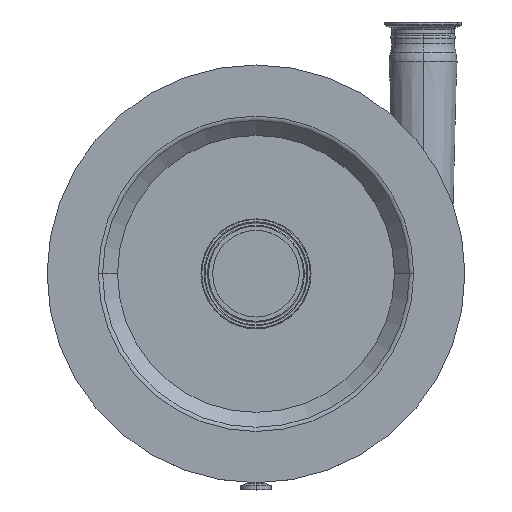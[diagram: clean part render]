
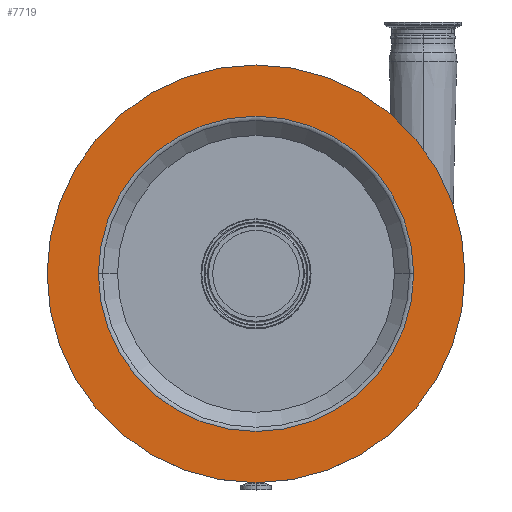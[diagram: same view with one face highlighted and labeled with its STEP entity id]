
A CAD part, top view. The second image highlights one B-rep face of the part: STEP entity #7719.
In plain terms, the highlighted planar face has unit normal (0, 0, 1).
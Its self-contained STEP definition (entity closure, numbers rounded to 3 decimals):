
#6 = ORIENTED_EDGE ( 'NONE', *, *, #14154, .T. ) ;
#155 = CIRCLE ( 'NONE', #10388, 132.071 ) ;
#518 = DIRECTION ( 'NONE',  ( -1., 0., 0. ) ) ;
#1127 = CARTESIAN_POINT ( 'NONE',  ( 0., 175., 67. ) ) ;
#2158 = AXIS2_PLACEMENT_3D ( 'NONE', #3380, #5254, #11343 ) ;
#2427 = DIRECTION ( 'NONE',  ( -1., 0., 0. ) ) ;
#2886 = PLANE ( 'NONE',  #7546 ) ;
#3380 = CARTESIAN_POINT ( 'NONE',  ( 0., 0., 67. ) ) ;
#3730 = DIRECTION ( 'NONE',  ( 0., 0., -1. ) ) ;
#4027 = CARTESIAN_POINT ( 'NONE',  ( 0., 0., 67. ) ) ;
#5171 = AXIS2_PLACEMENT_3D ( 'NONE', #16603, #9999, #2427 ) ;
#5254 = DIRECTION ( 'NONE',  ( 0., 0., -1. ) ) ;
#5384 = DIRECTION ( 'NONE',  ( 0., 0., -1. ) ) ;
#5525 = ORIENTED_EDGE ( 'NONE', *, *, #16580, .F. ) ;
#5902 = VERTEX_POINT ( 'NONE', #10908 ) ;
#5994 = FACE_OUTER_BOUND ( 'NONE', #20086, .T. ) ;
#7546 = AXIS2_PLACEMENT_3D ( 'NONE', #1127, #20056, #20369 ) ;
#7613 = VERTEX_POINT ( 'NONE', #15611 ) ;
#7719 = ADVANCED_FACE ( 'NONE', ( #7883, #5994 ), #2886, .F. ) ;
#7883 = FACE_BOUND ( 'NONE', #10740, .T. ) ;
#7992 = EDGE_CURVE ( 'NONE', #14323, #7613, #19355, .T. ) ;
#8747 = ORIENTED_EDGE ( 'NONE', *, *, #14174, .T. ) ;
#9644 = VERTEX_POINT ( 'NONE', #14466 ) ;
#9999 = DIRECTION ( 'NONE',  ( 0., 0., -1. ) ) ;
#10388 = AXIS2_PLACEMENT_3D ( 'NONE', #4027, #5384, #17991 ) ;
#10740 = EDGE_LOOP ( 'NONE', ( #6, #8747 ) ) ;
#10908 = CARTESIAN_POINT ( 'NONE',  ( -132.071, 0., 67. ) ) ;
#11343 = DIRECTION ( 'NONE',  ( -1., 0., 0. ) ) ;
#12722 = CIRCLE ( 'NONE', #2158, 175. ) ;
#13512 = CARTESIAN_POINT ( 'NONE',  ( -175., 0., 67. ) ) ;
#14154 = EDGE_CURVE ( 'NONE', #5902, #9644, #155, .T. ) ;
#14174 = EDGE_CURVE ( 'NONE', #9644, #5902, #20286, .T. ) ;
#14323 = VERTEX_POINT ( 'NONE', #13512 ) ;
#14466 = CARTESIAN_POINT ( 'NONE',  ( 132.071, 0., 67. ) ) ;
#15611 = CARTESIAN_POINT ( 'NONE',  ( 175., 0., 67. ) ) ;
#15668 = AXIS2_PLACEMENT_3D ( 'NONE', #18090, #3730, #518 ) ;
#16580 = EDGE_CURVE ( 'NONE', #7613, #14323, #12722, .T. ) ;
#16603 = CARTESIAN_POINT ( 'NONE',  ( 0., 0., 67. ) ) ;
#17069 = ORIENTED_EDGE ( 'NONE', *, *, #7992, .F. ) ;
#17991 = DIRECTION ( 'NONE',  ( -1., 0., 0. ) ) ;
#18090 = CARTESIAN_POINT ( 'NONE',  ( 0., 0., 67. ) ) ;
#19355 = CIRCLE ( 'NONE', #5171, 175. ) ;
#20056 = DIRECTION ( 'NONE',  ( 0., 0., -1. ) ) ;
#20086 = EDGE_LOOP ( 'NONE', ( #17069, #5525 ) ) ;
#20286 = CIRCLE ( 'NONE', #15668, 132.071 ) ;
#20369 = DIRECTION ( 'NONE',  ( -1., 0., 0. ) ) ;
